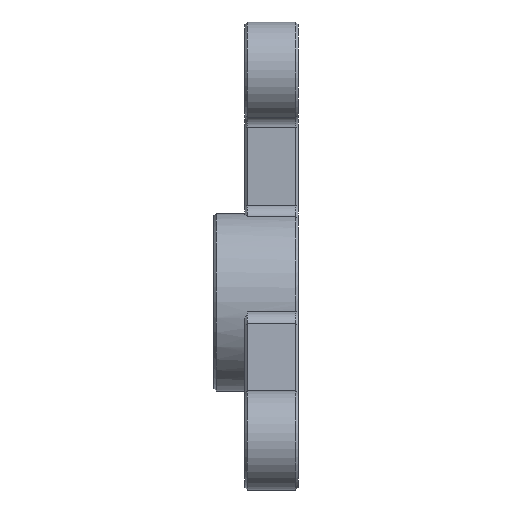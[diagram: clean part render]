
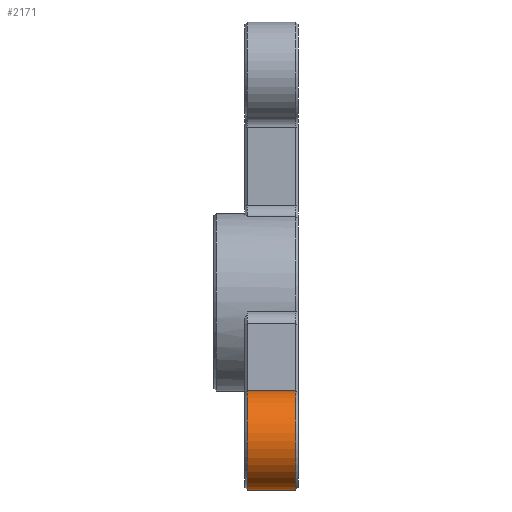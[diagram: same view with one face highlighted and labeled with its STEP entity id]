
A CAD part, left-side view. The second image highlights one B-rep face of the part: STEP entity #2171.
In plain terms, the highlighted cylindrical face has radius 4.491 mm (diameter 8.982 mm), a partial arc.
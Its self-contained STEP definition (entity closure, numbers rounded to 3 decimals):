
#88=CIRCLE('',#2343,4.491);
#89=CIRCLE('',#2344,4.491);
#163=CYLINDRICAL_SURFACE('',#2342,4.491);
#192=FACE_OUTER_BOUND('',#326,.T.);
#326=EDGE_LOOP('',(#1502,#1503,#1504,#1505));
#482=LINE('',#3316,#709);
#484=LINE('',#3324,#711);
#709=VECTOR('',#2638,10.);
#711=VECTOR('',#2646,10.);
#951=VERTEX_POINT('',#3312);
#953=VERTEX_POINT('',#3315);
#955=VERTEX_POINT('',#3321);
#956=VERTEX_POINT('',#3323);
#1161=EDGE_CURVE('',#951,#953,#482,.T.);
#1164=EDGE_CURVE('',#955,#951,#88,.T.);
#1165=EDGE_CURVE('',#956,#955,#484,.T.);
#1166=EDGE_CURVE('',#953,#956,#89,.T.);
#1502=ORIENTED_EDGE('',*,*,#1164,.F.);
#1503=ORIENTED_EDGE('',*,*,#1165,.F.);
#1504=ORIENTED_EDGE('',*,*,#1166,.F.);
#1505=ORIENTED_EDGE('',*,*,#1161,.F.);
#2171=ADVANCED_FACE('',(#192),#163,.T.);
#2342=AXIS2_PLACEMENT_3D('',#3320,#2642,#2643);
#2343=AXIS2_PLACEMENT_3D('',#3322,#2644,#2645);
#2344=AXIS2_PLACEMENT_3D('',#3325,#2647,#2648);
#2638=DIRECTION('',(0.,-1.,0.));
#2642=DIRECTION('center_axis',(0.,1.,0.));
#2643=DIRECTION('ref_axis',(-0.938,0.,-0.346));
#2644=DIRECTION('center_axis',(0.,1.,0.));
#2645=DIRECTION('ref_axis',(-1.,0.,0.));
#2646=DIRECTION('',(0.,1.,0.));
#2647=DIRECTION('center_axis',(0.,-1.,0.));
#2648=DIRECTION('ref_axis',(-1.,0.,0.));
#3312=CARTESIAN_POINT('',(36.037,-26.911,14.43));
#3315=CARTESIAN_POINT('',(36.037,-31.311,14.43));
#3316=CARTESIAN_POINT('',(36.037,-31.511,14.43));
#3320=CARTESIAN_POINT('Origin',(32.799,-31.511,11.318));
#3321=CARTESIAN_POINT('',(37.282,-26.911,11.054));
#3322=CARTESIAN_POINT('Origin',(32.799,-26.911,11.318));
#3323=CARTESIAN_POINT('',(37.282,-31.311,11.054));
#3324=CARTESIAN_POINT('',(37.282,-31.511,11.054));
#3325=CARTESIAN_POINT('Origin',(32.799,-31.311,11.318));
